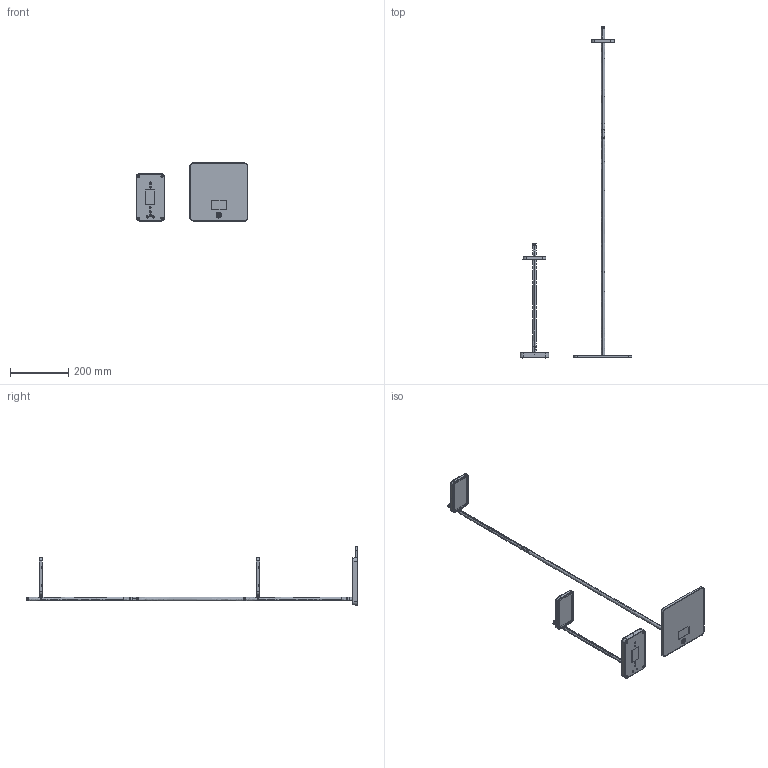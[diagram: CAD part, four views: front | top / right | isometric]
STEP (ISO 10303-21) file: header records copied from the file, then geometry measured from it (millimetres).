
FILE_DESCRIPTION(/* description */ (''),/* implementation_level */ '2;1');
FILE_NAME(/* name */ 'Talia, Family, Asset Share',/* time_stamp */ '2020-07-30T14:32:44-07:00',/* author */ (''),/* organization */ (''),/* preprocessor_version */ 'ST-DEVELOPER v16.5',/* originating_system */ '',/* authorisation */ '');
FILE_SCHEMA (('AUTOMOTIVE_DESIGN'));
Length unit declared in the file: inch
Products named in the file (25): Document; Talia, v2, DC Jack_DC Jack No Flange; Talia H, Base Bushing-A-LI01; PIXO-6004 3011 DC Female Connector,27mm-LI-LI01-LI01; Talia H, Base Connector-LI01; Talia, Floor, Base, Pad, v2; Talia, Base, Main, v2; Talia Floor, Base, Post Screw; Talia, Floor, Post, v2_For 45in Height; TLA-0201 Talia, Head Cover___; Talia H, Post-LI01; Talia H, Post Cover-LI01; Talia, Post, v3; Talia H, Post Connector-LI01; -LI01; Talia H, Head Bushing-LI01; DAJ00069 M2.5X3 ʮ�ֱ�ͷ��˿-
LI01; Talia H, Head Switch Lens-LI01; Talia H, Head Lens-LI01; Talia H, Base Plate-LIO1; BS40; TLA-0202 Talia, Base Cover___; Tile, Charge Zone Graphic Line_No Radius; Talia, Base, Foot Pad, v1; Talia H, Base Bushing-B-LI01
Assembly tree (43 placements, depth 3):
  Document
    Talia, v2, DC Jack_DC Jack No Flange
      Talia H, Base Bushing-A-LI01  x2
      PIXO-6004 3011 DC Female Connector,27mm-LI-LI01-LI01
      Talia H, Base Connector-LI01
    Talia, Floor, Base, Pad, v2
    Talia, Base, Main, v2
    Talia Floor, Base, Post Screw
    Talia, Floor, Post, v2_For 45in Height
    TLA-0201 Talia, Head Cover___  x3
    Talia H, Post-LI01  x2
    Talia H, Post Cover-LI01  x2
    Talia, Post, v3  x2
    Talia H, Post Connector-LI01  x2
  -LI01
    Talia H, Head Bushing-LI01  x2
    DAJ00069 M2.5X3 ʮ�ֱ�ͷ��˿-
LI01  x4
    Talia H, Head Switch Lens-LI01  x2
    Talia H, Head Lens-LI01  x2
    Talia H, Base Plate-LIO1  x2
    Talia H, Base Connector-LI01
    BS40  x4
    TLA-0202 Talia, Base Cover___
    Tile, Charge Zone Graphic Line_No Radius
    Talia, Base, Foot Pad, v1
    PIXO-6004 3011 DC Female Connector,27mm-LI-LI01-LI01
    Talia H, Base Bushing-B-LI01
Bounding box: 385.61 x 1143.43 x 200 mm (x, y, z)
Volume: 783013.3 mm3; surface area: 605572.7 mm2
Topology: 42 solids, 42 shells, 2991 faces, 7695 edges, 4915 vertices
Faces by surface type: bspline 1853, plane 1138
Entity records: 65296 total; most frequent: CARTESIAN_POINT 38254, ORIENTED_EDGE 8732, EDGE_CURVE 4366, VERTEX_POINT 2827, B_SPLINE_CURVE_WITH_KNOTS 2678, EDGE_LOOP 1847, ADVANCED_FACE 1664, FACE_OUTER_BOUND 1664
